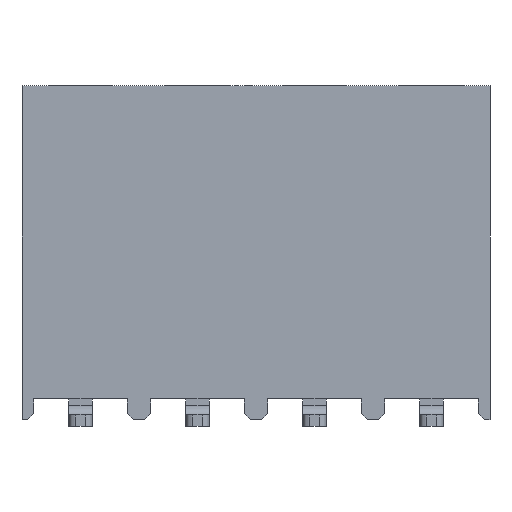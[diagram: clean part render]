
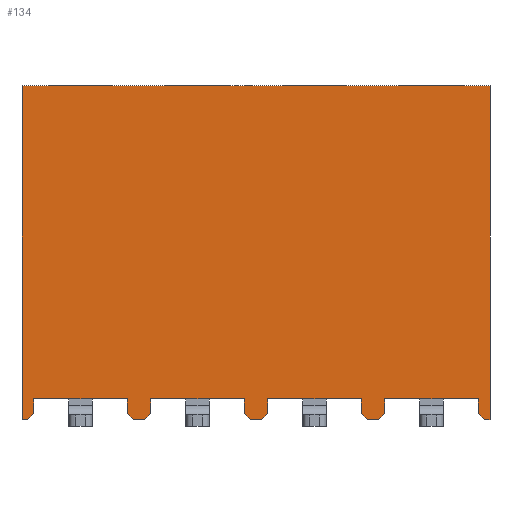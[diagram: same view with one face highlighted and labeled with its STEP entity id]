
A CAD part, front view. The second image highlights one B-rep face of the part: STEP entity #134.
In plain terms, the highlighted planar face has unit normal (0, -1, 0).
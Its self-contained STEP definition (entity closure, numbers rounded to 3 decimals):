
#134=ADVANCED_FACE('',(#554),#348,.T.);
#348=PLANE('',#4155);
#554=FACE_OUTER_BOUND('',#782,.T.);
#782=EDGE_LOOP('',(#1098,#1099,#1100,#1101,#1102,#1103,#1104,#1105,#1106,
#1107,#1108,#1109,#1110,#1111,#1112,#1113,#1114,#1115,#1116,#1117,#1118,
#1119,#1120,#1121,#1122,#1123,#1124,#1125));
#1098=ORIENTED_EDGE('',*,*,#2634,.F.);
#1099=ORIENTED_EDGE('',*,*,#2635,.T.);
#1100=ORIENTED_EDGE('',*,*,#2636,.F.);
#1101=ORIENTED_EDGE('',*,*,#2539,.T.);
#1102=ORIENTED_EDGE('',*,*,#2637,.T.);
#1103=ORIENTED_EDGE('',*,*,#2638,.T.);
#1104=ORIENTED_EDGE('',*,*,#2639,.F.);
#1105=ORIENTED_EDGE('',*,*,#2640,.T.);
#1106=ORIENTED_EDGE('',*,*,#2641,.F.);
#1107=ORIENTED_EDGE('',*,*,#2642,.T.);
#1108=ORIENTED_EDGE('',*,*,#2643,.T.);
#1109=ORIENTED_EDGE('',*,*,#2644,.T.);
#1110=ORIENTED_EDGE('',*,*,#2645,.F.);
#1111=ORIENTED_EDGE('',*,*,#2646,.T.);
#1112=ORIENTED_EDGE('',*,*,#2630,.T.);
#1113=ORIENTED_EDGE('',*,*,#2647,.F.);
#1114=ORIENTED_EDGE('',*,*,#2648,.F.);
#1115=ORIENTED_EDGE('',*,*,#2649,.T.);
#1116=ORIENTED_EDGE('',*,*,#2650,.F.);
#1117=ORIENTED_EDGE('',*,*,#2595,.T.);
#1118=ORIENTED_EDGE('',*,*,#2651,.T.);
#1119=ORIENTED_EDGE('',*,*,#2652,.T.);
#1120=ORIENTED_EDGE('',*,*,#2653,.F.);
#1121=ORIENTED_EDGE('',*,*,#2654,.T.);
#1122=ORIENTED_EDGE('',*,*,#2655,.F.);
#1123=ORIENTED_EDGE('',*,*,#2559,.T.);
#1124=ORIENTED_EDGE('',*,*,#2656,.T.);
#1125=ORIENTED_EDGE('',*,*,#2657,.T.);
#2163=VERTEX_POINT('',#5506);
#2164=VERTEX_POINT('',#5508);
#2183=VERTEX_POINT('',#5547);
#2184=VERTEX_POINT('',#5549);
#2219=VERTEX_POINT('',#5620);
#2220=VERTEX_POINT('',#5622);
#2254=VERTEX_POINT('',#5692);
#2255=VERTEX_POINT('',#5693);
#2258=VERTEX_POINT('',#5701);
#2259=VERTEX_POINT('',#5702);
#2260=VERTEX_POINT('',#5704);
#2261=VERTEX_POINT('',#5707);
#2262=VERTEX_POINT('',#5709);
#2263=VERTEX_POINT('',#5711);
#2264=VERTEX_POINT('',#5713);
#2265=VERTEX_POINT('',#5715);
#2266=VERTEX_POINT('',#5717);
#2267=VERTEX_POINT('',#5719);
#2268=VERTEX_POINT('',#5721);
#2269=VERTEX_POINT('',#5723);
#2270=VERTEX_POINT('',#5726);
#2271=VERTEX_POINT('',#5728);
#2272=VERTEX_POINT('',#5730);
#2273=VERTEX_POINT('',#5733);
#2274=VERTEX_POINT('',#5735);
#2275=VERTEX_POINT('',#5737);
#2276=VERTEX_POINT('',#5739);
#2277=VERTEX_POINT('',#5742);
#2539=EDGE_CURVE('',#2164,#2163,#3119,.T.);
#2559=EDGE_CURVE('',#2184,#2183,#3139,.T.);
#2595=EDGE_CURVE('',#2220,#2219,#3175,.T.);
#2630=EDGE_CURVE('',#2254,#2255,#3210,.T.);
#2634=EDGE_CURVE('',#2258,#2259,#3214,.T.);
#2635=EDGE_CURVE('',#2258,#2260,#3215,.T.);
#2636=EDGE_CURVE('',#2164,#2260,#3216,.T.);
#2637=EDGE_CURVE('',#2163,#2261,#3217,.T.);
#2638=EDGE_CURVE('',#2261,#2262,#3218,.T.);
#2639=EDGE_CURVE('',#2263,#2262,#3219,.T.);
#2640=EDGE_CURVE('',#2263,#2264,#3220,.T.);
#2641=EDGE_CURVE('',#2265,#2264,#3221,.T.);
#2642=EDGE_CURVE('',#2265,#2266,#3222,.T.);
#2643=EDGE_CURVE('',#2266,#2267,#3223,.T.);
#2644=EDGE_CURVE('',#2267,#2268,#3224,.T.);
#2645=EDGE_CURVE('',#2269,#2268,#3225,.T.);
#2646=EDGE_CURVE('',#2269,#2254,#3226,.T.);
#2647=EDGE_CURVE('',#2270,#2255,#3227,.T.);
#2648=EDGE_CURVE('',#2271,#2270,#3228,.T.);
#2649=EDGE_CURVE('',#2271,#2272,#3229,.T.);
#2650=EDGE_CURVE('',#2220,#2272,#3230,.T.);
#2651=EDGE_CURVE('',#2219,#2273,#3231,.T.);
#2652=EDGE_CURVE('',#2273,#2274,#3232,.T.);
#2653=EDGE_CURVE('',#2275,#2274,#3233,.T.);
#2654=EDGE_CURVE('',#2275,#2276,#3234,.T.);
#2655=EDGE_CURVE('',#2184,#2276,#3235,.T.);
#2656=EDGE_CURVE('',#2183,#2277,#3236,.T.);
#2657=EDGE_CURVE('',#2277,#2259,#3237,.T.);
#3119=LINE('',#5507,#3635);
#3139=LINE('',#5548,#3655);
#3175=LINE('',#5621,#3691);
#3210=LINE('',#5691,#3726);
#3214=LINE('',#5700,#3730);
#3215=LINE('',#5703,#3731);
#3216=LINE('',#5705,#3732);
#3217=LINE('',#5706,#3733);
#3218=LINE('',#5708,#3734);
#3219=LINE('',#5710,#3735);
#3220=LINE('',#5712,#3736);
#3221=LINE('',#5714,#3737);
#3222=LINE('',#5716,#3738);
#3223=LINE('',#5718,#3739);
#3224=LINE('',#5720,#3740);
#3225=LINE('',#5722,#3741);
#3226=LINE('',#5724,#3742);
#3227=LINE('',#5725,#3743);
#3228=LINE('',#5727,#3744);
#3229=LINE('',#5729,#3745);
#3230=LINE('',#5731,#3746);
#3231=LINE('',#5732,#3747);
#3232=LINE('',#5734,#3748);
#3233=LINE('',#5736,#3749);
#3234=LINE('',#5738,#3750);
#3235=LINE('',#5740,#3751);
#3236=LINE('',#5741,#3752);
#3237=LINE('',#5743,#3753);
#3635=VECTOR('',#4432,1.);
#3655=VECTOR('',#4454,1.);
#3691=VECTOR('',#4492,1.);
#3726=VECTOR('',#4529,1.);
#3730=VECTOR('',#4535,1.);
#3731=VECTOR('',#4536,1.);
#3732=VECTOR('',#4537,1.);
#3733=VECTOR('',#4538,1.);
#3734=VECTOR('',#4539,1.);
#3735=VECTOR('',#4540,1.);
#3736=VECTOR('',#4541,1.);
#3737=VECTOR('',#4542,1.);
#3738=VECTOR('',#4543,1.);
#3739=VECTOR('',#4544,1.);
#3740=VECTOR('',#4545,1.);
#3741=VECTOR('',#4546,1.);
#3742=VECTOR('',#4547,1.);
#3743=VECTOR('',#4548,1.);
#3744=VECTOR('',#4549,1.);
#3745=VECTOR('',#4550,1.);
#3746=VECTOR('',#4551,1.);
#3747=VECTOR('',#4552,1.);
#3748=VECTOR('',#4553,1.);
#3749=VECTOR('',#4554,1.);
#3750=VECTOR('',#4555,1.);
#3751=VECTOR('',#4556,1.);
#3752=VECTOR('',#4557,1.);
#3753=VECTOR('',#4558,1.);
#4155=AXIS2_PLACEMENT_3D('',#5744,#4559,#4560);
#4432=DIRECTION('',(1.,0.,0.));
#4454=DIRECTION('',(1.,0.,0.));
#4492=DIRECTION('',(1.,0.,0.));
#4529=DIRECTION('',(-1.,0.,0.));
#4535=DIRECTION('',(-1.,0.,0.));
#4536=DIRECTION('',(0.707,0.,0.707));
#4537=DIRECTION('',(0.,0.,-1.));
#4538=DIRECTION('',(0.,0.,-1.));
#4539=DIRECTION('',(0.707,0.,-0.707));
#4540=DIRECTION('',(-1.,0.,0.));
#4541=DIRECTION('',(0.707,0.,0.707));
#4542=DIRECTION('',(0.,0.,-1.));
#4543=DIRECTION('',(1.,0.,0.));
#4544=DIRECTION('',(0.,0.,-1.));
#4545=DIRECTION('',(0.707,0.,-0.707));
#4546=DIRECTION('',(-1.,0.,0.));
#4547=DIRECTION('',(0.,0.,1.));
#4548=DIRECTION('',(0.,0.,1.));
#4549=DIRECTION('',(-1.,0.,0.));
#4550=DIRECTION('',(0.707,0.,0.707));
#4551=DIRECTION('',(0.,0.,-1.));
#4552=DIRECTION('',(0.,0.,-1.));
#4553=DIRECTION('',(0.707,0.,-0.707));
#4554=DIRECTION('',(-1.,0.,0.));
#4555=DIRECTION('',(0.707,0.,0.707));
#4556=DIRECTION('',(0.,0.,-1.));
#4557=DIRECTION('',(0.,0.,-1.));
#4558=DIRECTION('',(0.707,0.,-0.707));
#4559=DIRECTION('',(0.,-1.,0.));
#4560=DIRECTION('',(0.,0.,-1.));
#5506=CARTESIAN_POINT('',(7.37,0.,0.));
#5507=CARTESIAN_POINT('',(5.08,0.,0.));
#5508=CARTESIAN_POINT('',(5.33,0.,0.));
#5547=CARTESIAN_POINT('',(4.83,0.,0.));
#5548=CARTESIAN_POINT('',(5.08,0.,0.));
#5549=CARTESIAN_POINT('',(2.79,0.,0.));
#5620=CARTESIAN_POINT('',(2.29,0.,0.));
#5621=CARTESIAN_POINT('',(5.08,0.,0.));
#5622=CARTESIAN_POINT('',(0.25,0.,0.));
#5691=CARTESIAN_POINT('',(5.08,0.,6.8));
#5692=CARTESIAN_POINT('',(10.16,0.,6.8));
#5693=CARTESIAN_POINT('',(0.,0.,6.8));
#5700=CARTESIAN_POINT('',(5.33,0.,-0.45));
#5701=CARTESIAN_POINT('',(5.2,0.,-0.45));
#5702=CARTESIAN_POINT('',(4.96,0.,-0.45));
#5703=CARTESIAN_POINT('',(5.365,0.,-0.285));
#5704=CARTESIAN_POINT('',(5.33,0.,-0.32));
#5705=CARTESIAN_POINT('',(5.33,0.,-0.45));
#5706=CARTESIAN_POINT('',(7.37,0.,-0.45));
#5707=CARTESIAN_POINT('',(7.37,0.,-0.32));
#5708=CARTESIAN_POINT('',(6.065,0.,0.985));
#5709=CARTESIAN_POINT('',(7.5,0.,-0.45));
#5710=CARTESIAN_POINT('',(7.87,0.,-0.45));
#5711=CARTESIAN_POINT('',(7.74,0.,-0.45));
#5712=CARTESIAN_POINT('',(6.635,0.,-1.555));
#5713=CARTESIAN_POINT('',(7.87,0.,-0.32));
#5714=CARTESIAN_POINT('',(7.87,0.,-0.45));
#5715=CARTESIAN_POINT('',(7.87,0.,0.));
#5716=CARTESIAN_POINT('',(5.08,0.,0.));
#5717=CARTESIAN_POINT('',(9.91,0.,0.));
#5718=CARTESIAN_POINT('',(9.91,0.,-0.45));
#5719=CARTESIAN_POINT('',(9.91,0.,-0.32));
#5720=CARTESIAN_POINT('',(7.335,0.,2.255));
#5721=CARTESIAN_POINT('',(10.04,0.,-0.45));
#5722=CARTESIAN_POINT('',(10.16,0.,-0.45));
#5723=CARTESIAN_POINT('',(10.16,0.,-0.45));
#5724=CARTESIAN_POINT('',(10.16,0.,0.));
#5725=CARTESIAN_POINT('',(0.,0.,0.));
#5726=CARTESIAN_POINT('',(0.,0.,-0.45));
#5727=CARTESIAN_POINT('',(0.25,0.,-0.45));
#5728=CARTESIAN_POINT('',(0.12,0.,-0.45));
#5729=CARTESIAN_POINT('',(2.825,0.,2.255));
#5730=CARTESIAN_POINT('',(0.25,0.,-0.32));
#5731=CARTESIAN_POINT('',(0.25,0.,-0.45));
#5732=CARTESIAN_POINT('',(2.29,0.,-0.45));
#5733=CARTESIAN_POINT('',(2.29,0.,-0.32));
#5734=CARTESIAN_POINT('',(3.525,0.,-1.555));
#5735=CARTESIAN_POINT('',(2.42,0.,-0.45));
#5736=CARTESIAN_POINT('',(2.79,0.,-0.45));
#5737=CARTESIAN_POINT('',(2.66,0.,-0.45));
#5738=CARTESIAN_POINT('',(4.095,0.,0.985));
#5739=CARTESIAN_POINT('',(2.79,0.,-0.32));
#5740=CARTESIAN_POINT('',(2.79,0.,-0.45));
#5741=CARTESIAN_POINT('',(4.83,0.,-0.45));
#5742=CARTESIAN_POINT('',(4.83,0.,-0.32));
#5743=CARTESIAN_POINT('',(4.795,0.,-0.285));
#5744=CARTESIAN_POINT('',(5.08,0.,0.));
